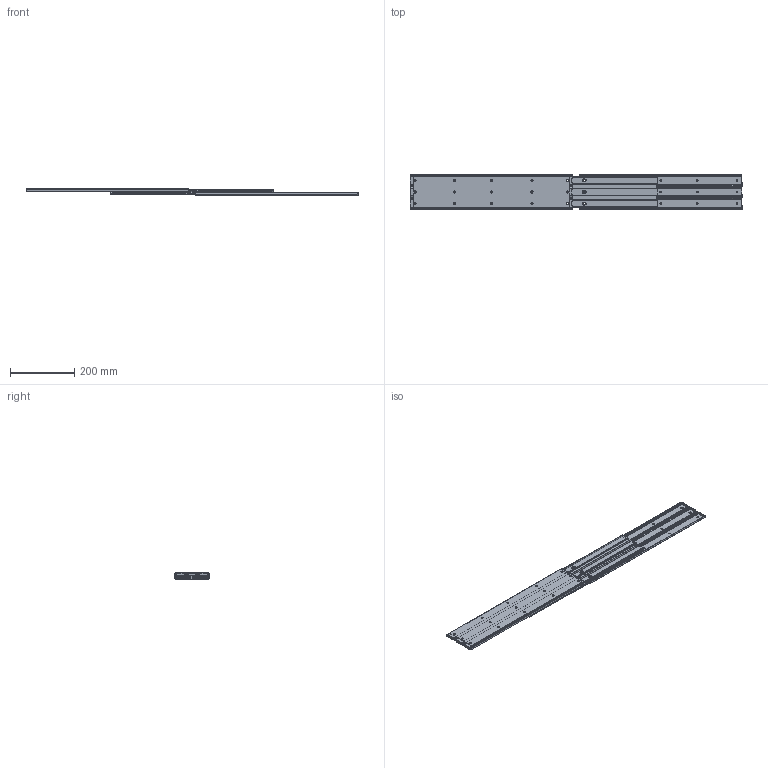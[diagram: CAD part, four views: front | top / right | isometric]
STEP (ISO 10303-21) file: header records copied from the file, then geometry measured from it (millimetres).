
FILE_DESCRIPTION (( 'STEP AP203' ), '1' );
FILE_NAME ('KC-411-20.STEP', '2021-11-18T07:35:16', ( '' ), ( '' ), 'SwSTEP 2.0', 'SolidWorks 2018', '' );
FILE_SCHEMA (( 'CONFIG_CONTROL_DESIGN' ));
Length unit declared in the file: millimetre
Products named in the file (7): KC-411-20_inner rail_; KC-411-20; KC-411-20_inner fitting plate_; KC-411-20_outer rail_; KC-411-20_outer fitting plate_
Assembly tree (14 placements, depth 3):
  KC-411-20
    KC-411-20_outer rail_  x2
      KC-411-20_outer fitting plate_
      KC-411-20_outer rail_
    KC-411-20_inner rail_
      KC-411-20_inner fitting plate_
      KC-411-20_inner rail_  x6
Bounding box: 1037 x 107.5 x 23.8 mm (x, y, z)
Volume: 599289.7 mm3; surface area: 790146.3 mm2
Topology: 15 solids, 15 shells, 774 faces, 2220 edges, 1476 vertices
Faces by surface type: cylinder 408, plane 366
Entity records: 7526 total; most frequent: CARTESIAN_POINT 1297, DIRECTION 1155, ORIENTED_EDGE 1082, EDGE_CURVE 541, AXIS2_PLACEMENT_3D 422, VERTEX_POINT 360, LINE 311, VECTOR 311
